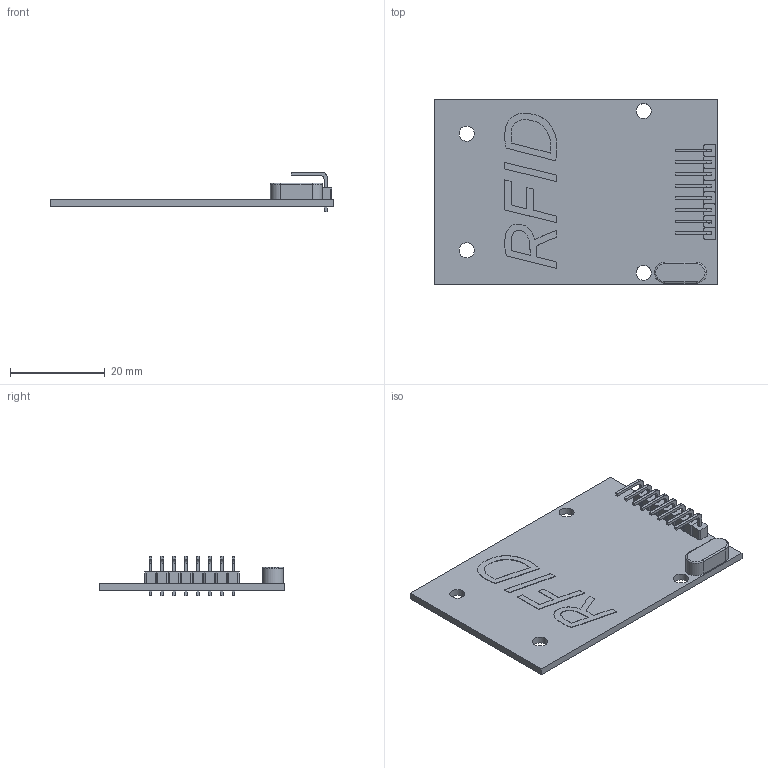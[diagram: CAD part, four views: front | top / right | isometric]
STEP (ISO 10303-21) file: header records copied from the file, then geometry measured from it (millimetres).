
FILE_DESCRIPTION(('FreeCAD Model'),'2;1');
FILE_NAME( 'rc522-rfid.step', '2018-01-28T05:28:37',('Author'),(''), 'Open CASCADE STEP processor 6.8','FreeCAD','Unknown');
FILE_SCHEMA(('AUTOMOTIVE_DESIGN_CC2 { 1 2 10303 214 -1 1 5 4 }'));
Length unit declared in the file: millimetre
Products named in the file (1): Fusion009
Bounding box: 59.9 x 39.2 x 8.3 mm (x, y, z)
Volume: 3796.4 mm3; surface area: 5435.5 mm2
Topology: 1 solids, 1 shells, 260 faces, 684 edges, 450 vertices
Faces by surface type: plane 160, cylinder 56, extrusion 42, torus 2
Full cylindrical faces by diameter (mm): 3.2 x4
Entity records: 18810 total; most frequent: CARTESIAN_POINT 3679, DIRECTION 2282, VECTOR 1568, LINE 1526, ORIENTED_EDGE 1368, PCURVE 1368, DEFINITIONAL_REPRESENTATION 1368, EDGE_CURVE 684
